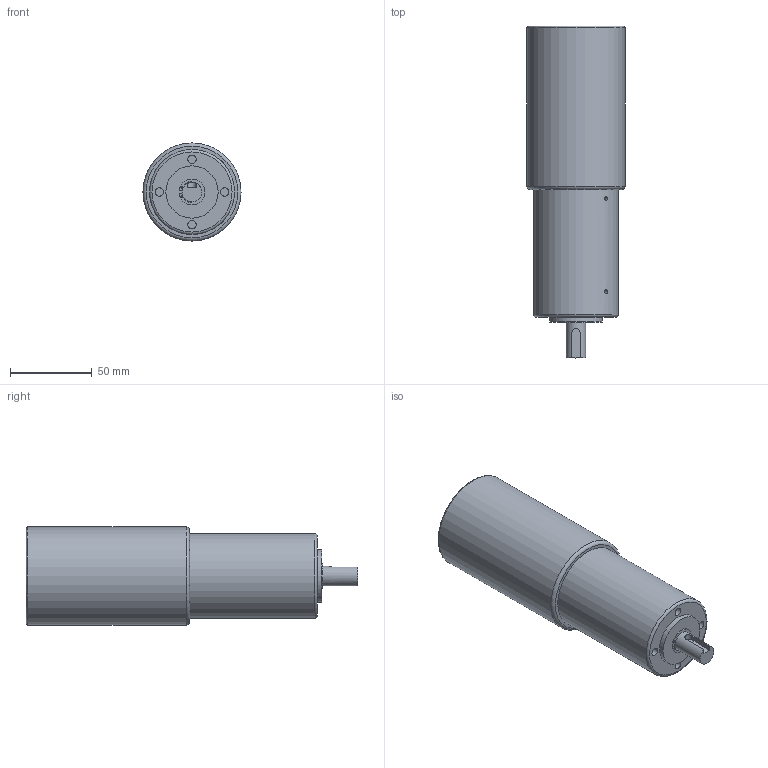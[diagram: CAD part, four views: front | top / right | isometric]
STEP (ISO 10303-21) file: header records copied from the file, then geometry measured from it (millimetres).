
FILE_DESCRIPTION((''),'2;1');
FILE_NAME('K52-K6DS25N SERIES.stp','2015-02-26T17:49:56',('AHN'),(''),'Autodesk Inventor 2012','Autodesk Inventor 2012','');
FILE_SCHEMA(('CONFIG_CONTROL_DESIGN'));
Length unit declared in the file: millimetre
Products named in the file (1): K52-K6DS25N
Bounding box: 60 x 203 x 60 mm (x, y, z)
Volume: 452223.6 mm3; surface area: 38636.1 mm2
Topology: 1 solids, 1 shells, 46 faces, 94 edges, 63 vertices
Faces by surface type: plane 25, cylinder 18, torus 3
Full cylindrical faces by diameter (mm): 1.2 x2, 2.4 x4, 5 x4, 12 x1, 32 x1, 52 x1, 60 x1
Entity records: 1259 total; most frequent: CARTESIAN_POINT 327, DIRECTION 199, ORIENTED_EDGE 144, AXIS2_PLACEMENT_3D 86, EDGE_LOOP 76, EDGE_CURVE 72, VERTEX_POINT 58, FACE_OUTER_BOUND 46
